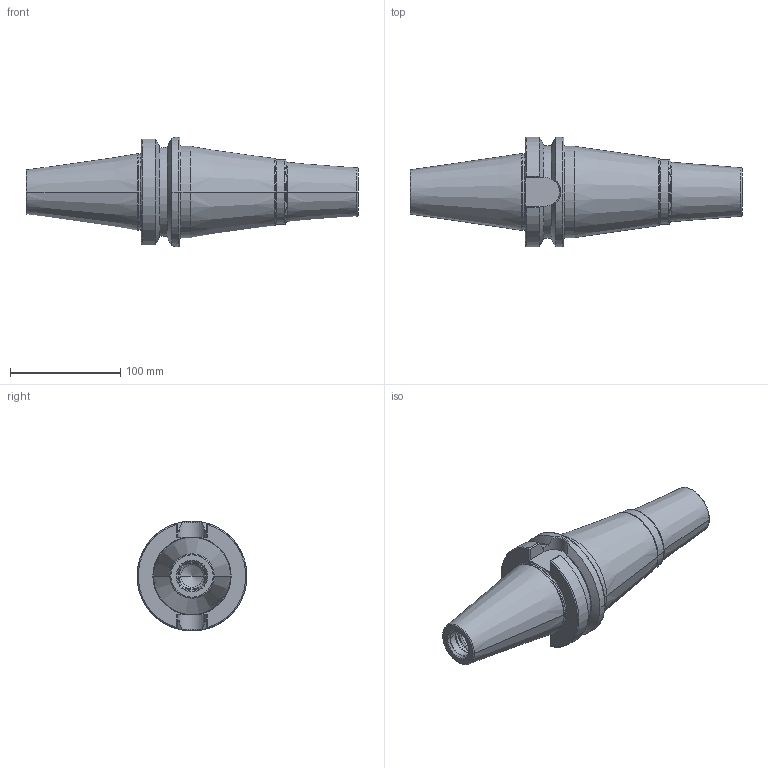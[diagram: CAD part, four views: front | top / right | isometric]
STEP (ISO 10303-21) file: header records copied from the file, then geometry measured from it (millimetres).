
FILE_DESCRIPTION((''),'2;1');
FILE_NAME('50-646-20-3','2011-09-13T',('mei'),(''),'PRO/ENGINEER BY PARAMETRIC TECHNOLOGY CORPORATION, 2010430','PRO/ENGINEER BY PARAMETRIC TECHNOLOGY CORPORATION, 2010430','');
FILE_SCHEMA(('CONFIG_CONTROL_DESIGN'));
Length unit declared in the file: millimetre
Products named in the file (1): 50-646-20-3
Bounding box: 301.8 x 99.97 x 99.97 mm (x, y, z)
Volume: 972272.2 mm3; surface area: 83534.6 mm2
Topology: 1 solids, 2 shells, 112 faces, 262 edges, 153 vertices
Faces by surface type: torus 32, plane 26, cone 24, cylinder 24, bspline 6
Entity records: 3663 total; most frequent: CARTESIAN_POINT 1081, DIRECTION 564, ORIENTED_EDGE 512, EDGE_CURVE 258, AXIS2_PLACEMENT_3D 237, VERTEX_POINT 153, CIRCLE 130, EDGE_LOOP 117
